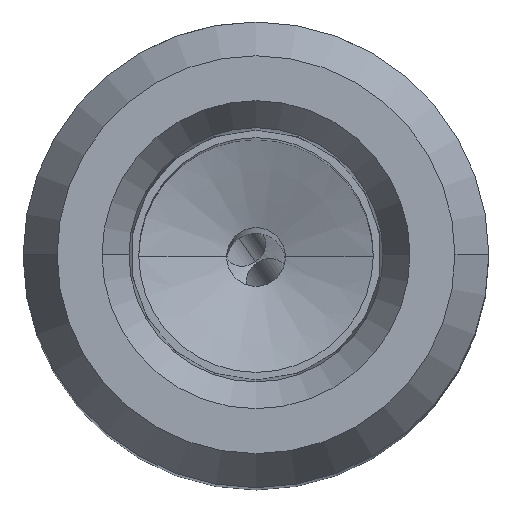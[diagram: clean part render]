
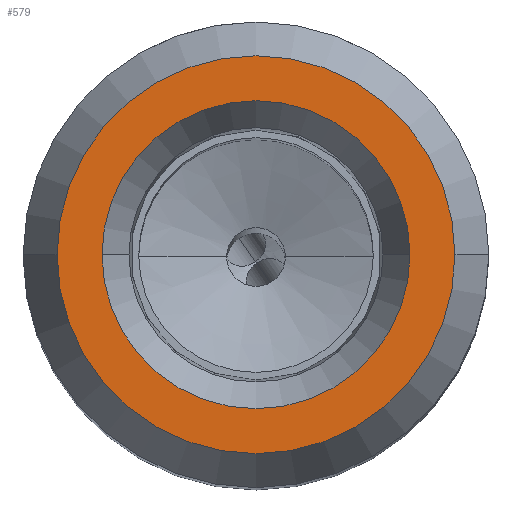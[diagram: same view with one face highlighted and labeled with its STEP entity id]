
A CAD part, top view. The second image highlights one B-rep face of the part: STEP entity #579.
In plain terms, the highlighted planar face has unit normal (0, 0, 1).
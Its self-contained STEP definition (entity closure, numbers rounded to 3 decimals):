
#63=PLANE('',#4568);
#103=FACE_BOUND('',#1056,.T.);
#104=FACE_BOUND('',#1057,.T.);
#579=ADVANCED_FACE('',(#103,#104),#63,.T.);
#1056=EDGE_LOOP('',(#1591,#1592));
#1057=EDGE_LOOP('',(#1593,#1594));
#1276=CIRCLE('',#4544,5.25);
#1287=CIRCLE('',#4563,6.783);
#1288=CIRCLE('',#4565,6.783);
#1289=CIRCLE('',#4567,5.25);
#1591=ORIENTED_EDGE('',*,*,#3416,.T.);
#1592=ORIENTED_EDGE('',*,*,#3390,.T.);
#1593=ORIENTED_EDGE('',*,*,#3412,.T.);
#1594=ORIENTED_EDGE('',*,*,#3415,.T.);
#2886=VERTEX_POINT('',#7017);
#2887=VERTEX_POINT('',#7018);
#2902=VERTEX_POINT('',#7072);
#2903=VERTEX_POINT('',#7073);
#3390=EDGE_CURVE('',#2886,#2887,#1276,.T.);
#3412=EDGE_CURVE('',#2902,#2903,#1287,.T.);
#3415=EDGE_CURVE('',#2903,#2902,#1288,.T.);
#3416=EDGE_CURVE('',#2887,#2886,#1289,.T.);
#4544=AXIS2_PLACEMENT_3D('',#7016,#4959,#4960);
#4563=AXIS2_PLACEMENT_3D('',#7071,#5005,#5006);
#4565=AXIS2_PLACEMENT_3D('',#7077,#5011,#5012);
#4567=AXIS2_PLACEMENT_3D('',#7079,#5015,#5016);
#4568=AXIS2_PLACEMENT_3D('',#7080,#5017,#5018);
#4959=DIRECTION('',(0.,0.,-1.));
#4960=DIRECTION('',(1.,0.,0.));
#5005=DIRECTION('',(0.,0.,1.));
#5006=DIRECTION('',(-1.,0.,0.));
#5011=DIRECTION('',(0.,0.,1.));
#5012=DIRECTION('',(1.,0.,0.));
#5015=DIRECTION('',(0.,0.,-1.));
#5016=DIRECTION('',(-1.,0.,0.));
#5017=DIRECTION('',(0.,0.,1.));
#5018=DIRECTION('',(-1.,0.,0.));
#7016=CARTESIAN_POINT('',(0.,0.,24.5));
#7017=CARTESIAN_POINT('',(5.25,0.,24.5));
#7018=CARTESIAN_POINT('',(-5.25,0.,24.5));
#7071=CARTESIAN_POINT('',(0.,0.,24.5));
#7072=CARTESIAN_POINT('',(-6.783,0.,24.5));
#7073=CARTESIAN_POINT('',(6.783,0.,24.5));
#7077=CARTESIAN_POINT('',(0.,0.,24.5));
#7079=CARTESIAN_POINT('',(0.,0.,24.5));
#7080=CARTESIAN_POINT('',(0.,0.,24.5));
